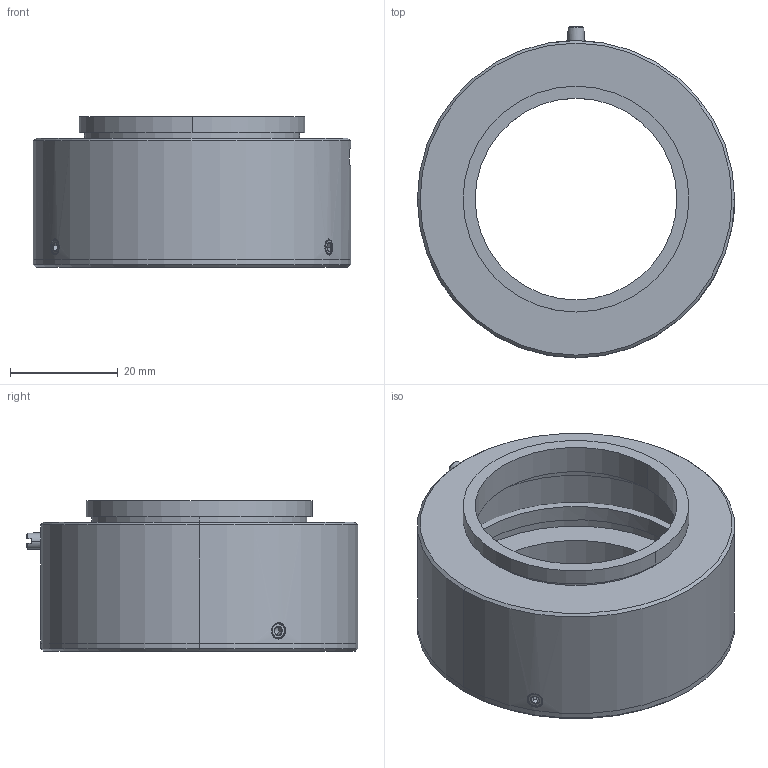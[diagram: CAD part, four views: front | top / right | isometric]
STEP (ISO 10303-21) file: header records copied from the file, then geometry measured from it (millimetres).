
FILE_DESCRIPTION (( 'STEP AP203' ), '1' );
FILE_NAME ('Web Model 11147_11147.step', '2018-12-26T15:36:49', ( '' ), ( '' ), 'SwSTEP 2.0', 'SolidWorks 2016', '' );
FILE_SCHEMA (( 'CONFIG_CONTROL_DESIGN' ));
Length unit declared in the file: millimetre
Products named in the file (1): Web Model 11147_11147
Bounding box: 59 x 61.7 x 28 mm (x, y, z)
Volume: 23871.4 mm3; surface area: 25368.5 mm2
Topology: 9 solids, 9 shells, 272 faces, 663 edges, 410 vertices
Faces by surface type: cylinder 115, plane 74, cone 68, bspline 15
Entity records: 11962 total; most frequent: CARTESIAN_POINT 5931, ORIENTED_EDGE 1310, DIRECTION 1164, EDGE_CURVE 655, AXIS2_PLACEMENT_3D 472, VERTEX_POINT 410, EDGE_LOOP 301, ADVANCED_FACE 272
